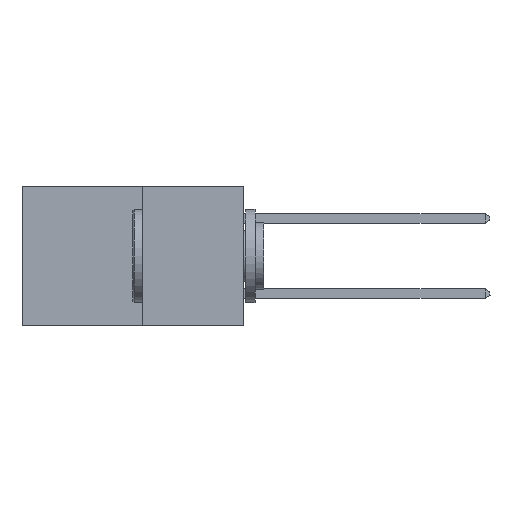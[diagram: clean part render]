
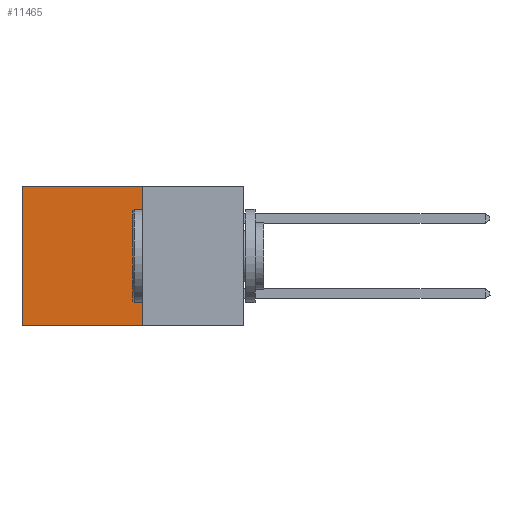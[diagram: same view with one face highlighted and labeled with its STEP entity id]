
A CAD part, left-side view. The second image highlights one B-rep face of the part: STEP entity #11465.
In plain terms, the highlighted planar face has unit normal (-1, 0, 0).
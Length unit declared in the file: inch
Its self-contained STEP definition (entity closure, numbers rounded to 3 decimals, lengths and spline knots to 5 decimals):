
#431 = CARTESIAN_POINT ( 'NONE',  ( 0.277, 0.27, 0. ) ) ;
#523 = DIRECTION ( 'NONE',  ( 1., 0., 0. ) ) ;
#1137 = LINE ( 'NONE', #1426, #22907 ) ;
#1426 = CARTESIAN_POINT ( 'NONE',  ( 0.277, 0.27, -0.37 ) ) ;
#1493 = DIRECTION ( 'NONE',  ( 0., 0., -1. ) ) ;
#1942 = DIRECTION ( 'NONE',  ( 0., 1., 0. ) ) ;
#3178 = EDGE_LOOP ( 'NONE', ( #26254, #8200, #15404, #16916 ) ) ;
#3478 = CARTESIAN_POINT ( 'NONE',  ( 0.277, 0.59, 0. ) ) ;
#3700 = CARTESIAN_POINT ( 'NONE',  ( 0.277, 0.59, -0.37 ) ) ;
#4266 = VERTEX_POINT ( 'NONE', #3478 ) ;
#5186 = CARTESIAN_POINT ( 'NONE',  ( 0.277, 0.59, -0.37 ) ) ;
#5569 = CARTESIAN_POINT ( 'NONE',  ( 0.277, 0.27, 0. ) ) ;
#6501 = EDGE_CURVE ( 'NONE', #12188, #16423, #14191, .T. ) ;
#8157 = EDGE_CURVE ( 'NONE', #22610, #4266, #18980, .T. ) ;
#8200 = ORIENTED_EDGE ( 'NONE', *, *, #6501, .F. ) ;
#10337 = VECTOR ( 'NONE', #1493, 39.37008 ) ;
#10462 = EDGE_CURVE ( 'NONE', #4266, #16423, #16129, .T. ) ;
#11066 = EDGE_CURVE ( 'NONE', #22610, #12188, #1137, .T. ) ;
#11465 = ADVANCED_FACE ( 'NONE', ( #19091 ), #17794, .F. ) ;
#12188 = VERTEX_POINT ( 'NONE', #13518 ) ;
#13518 = CARTESIAN_POINT ( 'NONE',  ( 0.277, 0.27, -0.37 ) ) ;
#14191 = LINE ( 'NONE', #17130, #19267 ) ;
#15404 = ORIENTED_EDGE ( 'NONE', *, *, #11066, .F. ) ;
#15739 = DIRECTION ( 'NONE',  ( 0., 0., -1. ) ) ;
#16129 = LINE ( 'NONE', #3700, #10337 ) ;
#16423 = VERTEX_POINT ( 'NONE', #5186 ) ;
#16916 = ORIENTED_EDGE ( 'NONE', *, *, #8157, .T. ) ;
#17130 = CARTESIAN_POINT ( 'NONE',  ( 0.277, 0.27, -0.37 ) ) ;
#17794 = PLANE ( 'NONE',  #18991 ) ;
#17800 = DIRECTION ( 'NONE',  ( 0., 1., 0. ) ) ;
#18310 = VECTOR ( 'NONE', #17800, 39.37008 ) ;
#18980 = LINE ( 'NONE', #431, #18310 ) ;
#18991 = AXIS2_PLACEMENT_3D ( 'NONE', #24375, #523, #15739 ) ;
#19091 = FACE_OUTER_BOUND ( 'NONE', #3178, .T. ) ;
#19267 = VECTOR ( 'NONE', #1942, 39.37008 ) ;
#22610 = VERTEX_POINT ( 'NONE', #5569 ) ;
#22907 = VECTOR ( 'NONE', #27395, 39.37008 ) ;
#24375 = CARTESIAN_POINT ( 'NONE',  ( 0.277, 0.27, -0.37 ) ) ;
#26254 = ORIENTED_EDGE ( 'NONE', *, *, #10462, .T. ) ;
#27395 = DIRECTION ( 'NONE',  ( 0., 0., -1. ) ) ;
